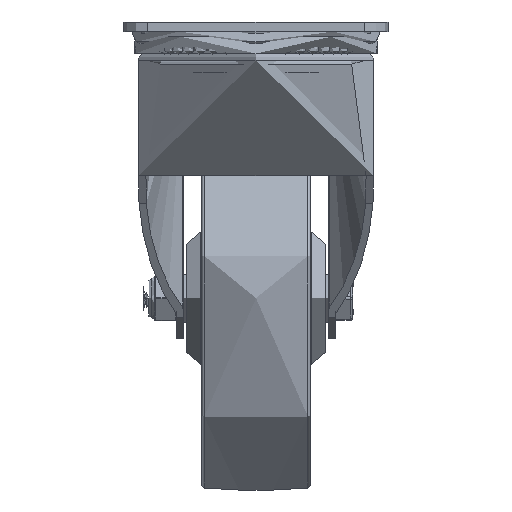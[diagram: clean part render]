
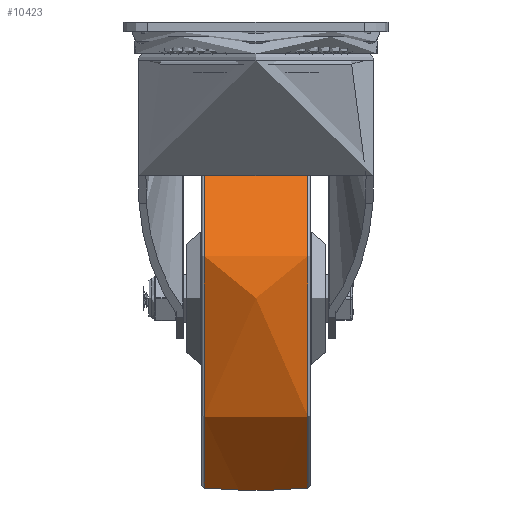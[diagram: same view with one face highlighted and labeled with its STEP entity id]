
A CAD part, left-side view. The second image highlights one B-rep face of the part: STEP entity #10423.
In plain terms, the highlighted free-form (B-spline) face has degree [2, 2] with [3, 9] control points.
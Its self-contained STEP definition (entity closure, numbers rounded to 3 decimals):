
#676=(
BOUNDED_SURFACE()
B_SPLINE_SURFACE(2,2,((#15478,#15479,#15480,#15481,#15482,#15483,#15484,
#15485,#15486),(#15487,#15488,#15489,#15490,#15491,#15492,#15493,#15494,
#15495),(#15496,#15497,#15498,#15499,#15500,#15501,#15502,#15503,#15504)),
 .UNSPECIFIED.,.F.,.T.,.F.)
B_SPLINE_SURFACE_WITH_KNOTS((3,3),(3,2,2,2,3),(-0.085,0.085),
(-3.142,-1.571,0.,1.571,3.142),
 .UNSPECIFIED.)
GEOMETRIC_REPRESENTATION_ITEM()
RATIONAL_B_SPLINE_SURFACE(((1.,0.707,1.,0.707,1.,
0.707,1.,0.707,1.),(0.996,0.705,
0.996,0.705,0.996,0.705,
0.996,0.705,0.996),(1.,0.707,
1.,0.707,1.,0.707,1.,0.707,1.)))
REPRESENTATION_ITEM('')
SURFACE()
);
#1186=FACE_OUTER_BOUND('',#1800,.T.);
#1800=EDGE_LOOP('',(#7191,#7192,#7193,#7194));
#4203=CIRCLE('',#11271,79.08);
#4205=CIRCLE('',#11273,79.08);
#4206=CIRCLE('',#11274,253.625);
#4611=VERTEX_POINT('',#15475);
#4612=VERTEX_POINT('',#15505);
#5609=EDGE_CURVE('',#4611,#4611,#4203,.T.);
#5611=EDGE_CURVE('',#4612,#4612,#4205,.T.);
#5612=EDGE_CURVE('',#4612,#4611,#4206,.T.);
#7191=ORIENTED_EDGE('',*,*,#5611,.F.);
#7192=ORIENTED_EDGE('',*,*,#5612,.T.);
#7193=ORIENTED_EDGE('',*,*,#5609,.T.);
#7194=ORIENTED_EDGE('',*,*,#5612,.F.);
#10423=ADVANCED_FACE('',(#1186),#676,.F.);
#11271=AXIS2_PLACEMENT_3D('',#15476,#12435,#12436);
#11273=AXIS2_PLACEMENT_3D('',#15506,#12439,#12440);
#11274=AXIS2_PLACEMENT_3D('',#15507,#12441,#12442);
#12435=DIRECTION('center_axis',(0.,1.,0.));
#12436=DIRECTION('ref_axis',(1.,0.,0.));
#12439=DIRECTION('center_axis',(0.,1.,0.));
#12440=DIRECTION('ref_axis',(1.,0.,0.));
#12441=DIRECTION('center_axis',(-1.,0.,0.));
#12442=DIRECTION('ref_axis',(0.,0.,-1.));
#15475=CARTESIAN_POINT('',(0.,-21.585,-79.08));
#15476=CARTESIAN_POINT('Origin',(0.,-21.585,0.));
#15478=CARTESIAN_POINT('Ctrl Pts',(0.,-21.585,-79.08));
#15479=CARTESIAN_POINT('Ctrl Pts',(-79.08,-21.585,-79.08));
#15480=CARTESIAN_POINT('Ctrl Pts',(-79.08,-21.585,0.));
#15481=CARTESIAN_POINT('Ctrl Pts',(-79.08,-21.585,79.08));
#15482=CARTESIAN_POINT('Ctrl Pts',(0.,-21.585,79.08));
#15483=CARTESIAN_POINT('Ctrl Pts',(79.08,-21.585,79.08));
#15484=CARTESIAN_POINT('Ctrl Pts',(79.08,-21.585,0.));
#15485=CARTESIAN_POINT('Ctrl Pts',(79.08,-21.585,-79.08));
#15486=CARTESIAN_POINT('Ctrl Pts',(0.,-21.585,-79.08));
#15487=CARTESIAN_POINT('Ctrl Pts',(0.,0.,-80.924));
#15488=CARTESIAN_POINT('Ctrl Pts',(-80.924,0.,-80.924));
#15489=CARTESIAN_POINT('Ctrl Pts',(-80.924,0.,0.));
#15490=CARTESIAN_POINT('Ctrl Pts',(-80.924,0.,80.924));
#15491=CARTESIAN_POINT('Ctrl Pts',(0.,0.,80.924));
#15492=CARTESIAN_POINT('Ctrl Pts',(80.924,0.,80.924));
#15493=CARTESIAN_POINT('Ctrl Pts',(80.924,0.,0.));
#15494=CARTESIAN_POINT('Ctrl Pts',(80.924,0.,-80.924));
#15495=CARTESIAN_POINT('Ctrl Pts',(0.,0.,-80.924));
#15496=CARTESIAN_POINT('Ctrl Pts',(0.,21.585,-79.08));
#15497=CARTESIAN_POINT('Ctrl Pts',(-79.08,21.585,-79.08));
#15498=CARTESIAN_POINT('Ctrl Pts',(-79.08,21.585,0.));
#15499=CARTESIAN_POINT('Ctrl Pts',(-79.08,21.585,79.08));
#15500=CARTESIAN_POINT('Ctrl Pts',(0.,21.585,79.08));
#15501=CARTESIAN_POINT('Ctrl Pts',(79.08,21.585,79.08));
#15502=CARTESIAN_POINT('Ctrl Pts',(79.08,21.585,0.));
#15503=CARTESIAN_POINT('Ctrl Pts',(79.08,21.585,-79.08));
#15504=CARTESIAN_POINT('Ctrl Pts',(0.,21.585,-79.08));
#15505=CARTESIAN_POINT('',(0.,21.585,-79.08));
#15506=CARTESIAN_POINT('Origin',(0.,21.585,0.));
#15507=CARTESIAN_POINT('Origin',(0.,0.,173.625));
